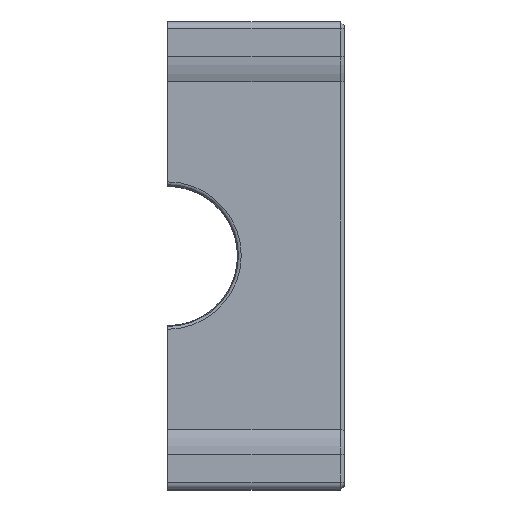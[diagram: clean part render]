
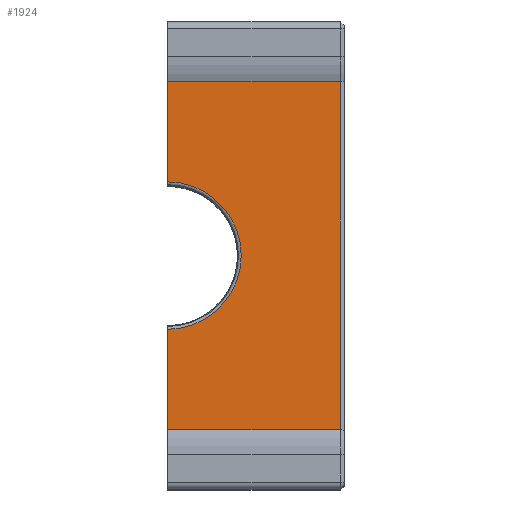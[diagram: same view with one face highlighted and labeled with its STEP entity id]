
A CAD part, top view. The second image highlights one B-rep face of the part: STEP entity #1924.
In plain terms, the highlighted planar face has unit normal (0, 0, 1).
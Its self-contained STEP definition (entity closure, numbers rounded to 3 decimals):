
#109=LINE('',#2987,#262);
#185=LINE('',#3241,#338);
#191=LINE('',#3256,#344);
#192=LINE('',#3259,#345);
#193=LINE('',#3262,#346);
#262=VECTOR('',#2337,10.);
#338=VECTOR('',#2587,10.);
#344=VECTOR('',#2605,10.);
#345=VECTOR('',#2610,10.);
#346=VECTOR('',#2613,10.);
#419=PLANE('',#2127);
#490=FACE_OUTER_BOUND('',#610,.T.);
#610=EDGE_LOOP('',(#1555,#1556,#1557,#1558,#1559,#1560));
#747=CIRCLE('',#2128,7.416);
#842=VERTEX_POINT('',#2984);
#843=VERTEX_POINT('',#2986);
#914=VERTEX_POINT('',#3178);
#926=VERTEX_POINT('',#3234);
#929=VERTEX_POINT('',#3255);
#930=VERTEX_POINT('',#3260);
#1031=EDGE_CURVE('',#843,#842,#109,.T.);
#1155=EDGE_CURVE('',#914,#926,#185,.T.);
#1162=EDGE_CURVE('',#929,#926,#191,.T.);
#1164=EDGE_CURVE('',#843,#914,#192,.T.);
#1165=EDGE_CURVE('',#930,#842,#747,.T.);
#1166=EDGE_CURVE('',#930,#929,#193,.T.);
#1555=ORIENTED_EDGE('',*,*,#1155,.F.);
#1556=ORIENTED_EDGE('',*,*,#1164,.F.);
#1557=ORIENTED_EDGE('',*,*,#1031,.T.);
#1558=ORIENTED_EDGE('',*,*,#1165,.F.);
#1559=ORIENTED_EDGE('',*,*,#1166,.T.);
#1560=ORIENTED_EDGE('',*,*,#1162,.T.);
#1924=ADVANCED_FACE('',(#490),#419,.T.);
#2127=AXIS2_PLACEMENT_3D('',#3258,#2608,#2609);
#2128=AXIS2_PLACEMENT_3D('',#3261,#2611,#2612);
#2337=DIRECTION('',(0.,-1.,0.));
#2587=DIRECTION('',(0.,-1.,0.));
#2605=DIRECTION('',(1.,0.,0.));
#2608=DIRECTION('center_axis',(0.,0.,1.));
#2609=DIRECTION('ref_axis',(1.,0.,0.));
#2610=DIRECTION('',(1.,0.,0.));
#2611=DIRECTION('center_axis',(0.,0.,1.));
#2612=DIRECTION('ref_axis',(1.,0.,0.));
#2613=DIRECTION('',(0.,-1.,0.));
#2984=CARTESIAN_POINT('',(0.,7.416,-0.5));
#2986=CARTESIAN_POINT('',(0.,17.5,-0.5));
#2987=CARTESIAN_POINT('',(0.,15.375,-0.5));
#3178=CARTESIAN_POINT('',(17.4,17.5,-0.5));
#3234=CARTESIAN_POINT('',(17.4,-17.5,-0.5));
#3241=CARTESIAN_POINT('',(17.4,-15.015,-0.5));
#3255=CARTESIAN_POINT('',(0.,-17.5,-0.5));
#3256=CARTESIAN_POINT('',(0.,-17.5,-0.5));
#3258=CARTESIAN_POINT('Origin',(0.,7.25,-0.5));
#3259=CARTESIAN_POINT('',(0.,17.5,-0.5));
#3260=CARTESIAN_POINT('',(0.,-7.416,-0.5));
#3261=CARTESIAN_POINT('Origin',(0.,0.,
-0.5));
#3262=CARTESIAN_POINT('',(0.,2.375,-0.5));
